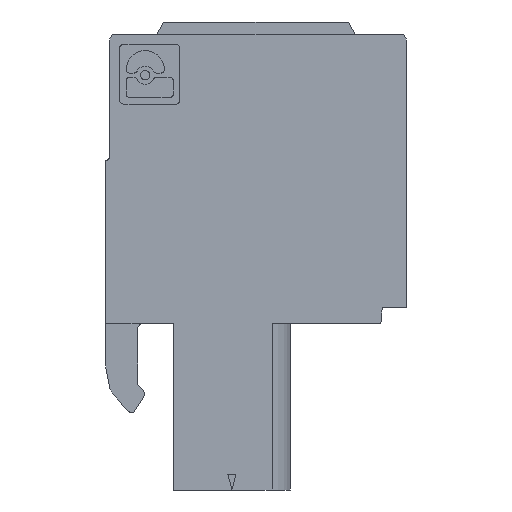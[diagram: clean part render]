
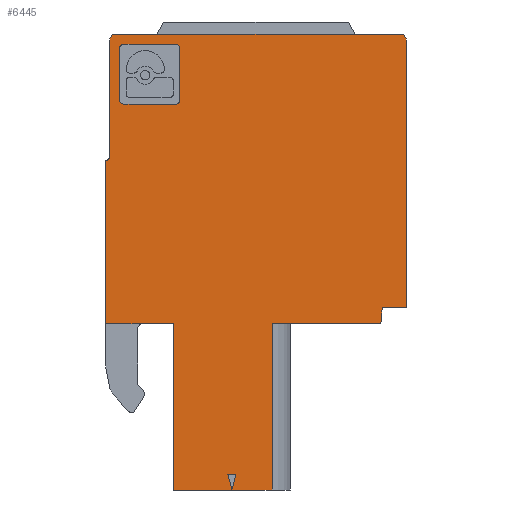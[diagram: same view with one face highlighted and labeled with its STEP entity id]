
A CAD part, left-side view. The second image highlights one B-rep face of the part: STEP entity #6445.
In plain terms, the highlighted face is planar.
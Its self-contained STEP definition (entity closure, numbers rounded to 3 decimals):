
#237=CIRCLE('',#6884,0.3);
#238=CIRCLE('',#6885,0.3);
#239=CIRCLE('',#6886,0.2);
#240=CIRCLE('',#6887,0.211);
#241=CIRCLE('',#6888,0.211);
#242=CIRCLE('',#6889,0.211);
#243=CIRCLE('',#6890,0.211);
#489=VERTEX_POINT('',#9221);
#490=VERTEX_POINT('',#9222);
#491=VERTEX_POINT('',#9224);
#492=VERTEX_POINT('',#9226);
#493=VERTEX_POINT('',#9228);
#494=VERTEX_POINT('',#9230);
#495=VERTEX_POINT('',#9232);
#496=VERTEX_POINT('',#9234);
#497=VERTEX_POINT('',#9236);
#498=VERTEX_POINT('',#9238);
#499=VERTEX_POINT('',#9240);
#500=VERTEX_POINT('',#9242);
#501=VERTEX_POINT('',#9244);
#502=VERTEX_POINT('',#9246);
#503=VERTEX_POINT('',#9248);
#504=VERTEX_POINT('',#9249);
#505=VERTEX_POINT('',#9251);
#506=VERTEX_POINT('',#9254);
#507=VERTEX_POINT('',#9255);
#508=VERTEX_POINT('',#9257);
#509=VERTEX_POINT('',#9259);
#510=VERTEX_POINT('',#9261);
#511=VERTEX_POINT('',#9263);
#512=VERTEX_POINT('',#9265);
#513=VERTEX_POINT('',#9267);
#1117=VECTOR('',#7543,1.);
#1118=VECTOR('',#7544,1.);
#1119=VECTOR('',#7545,1.);
#1120=VECTOR('',#7546,1.);
#1121=VECTOR('',#7547,1.);
#1122=VECTOR('',#7548,1.);
#1123=VECTOR('',#7549,1.);
#1124=VECTOR('',#7552,1.);
#1125=VECTOR('',#7555,1.);
#1126=VECTOR('',#7558,1.);
#1127=VECTOR('',#7559,1.);
#1128=VECTOR('',#7560,1.);
#1129=VECTOR('',#7561,1.);
#1130=VECTOR('',#7564,1.);
#1131=VECTOR('',#7567,1.);
#1132=VECTOR('',#7570,1.);
#1133=VECTOR('',#7573,1.);
#1797=LINE('',#9220,#1117);
#1798=LINE('',#9223,#1118);
#1799=LINE('',#9225,#1119);
#1800=LINE('',#9227,#1120);
#1801=LINE('',#9229,#1121);
#1802=LINE('',#9231,#1122);
#1803=LINE('',#9233,#1123);
#1804=LINE('',#9237,#1124);
#1805=LINE('',#9241,#1125);
#1806=LINE('',#9245,#1126);
#1807=LINE('',#9247,#1127);
#1808=LINE('',#9250,#1128);
#1809=LINE('',#9252,#1129);
#1810=LINE('',#9256,#1130);
#1811=LINE('',#9260,#1131);
#1812=LINE('',#9264,#1132);
#1813=LINE('',#9268,#1133);
#2495=EDGE_CURVE('',#489,#490,#1797,.T.);
#2496=EDGE_CURVE('',#491,#490,#1798,.T.);
#2497=EDGE_CURVE('',#491,#492,#1799,.T.);
#2498=EDGE_CURVE('',#493,#492,#1800,.T.);
#2499=EDGE_CURVE('',#494,#493,#1801,.T.);
#2500=EDGE_CURVE('',#495,#494,#1802,.T.);
#2501=EDGE_CURVE('',#496,#495,#1803,.T.);
#2502=EDGE_CURVE('',#497,#496,#237,.T.);
#2503=EDGE_CURVE('',#498,#497,#1804,.T.);
#2504=EDGE_CURVE('',#499,#498,#238,.T.);
#2505=EDGE_CURVE('',#499,#500,#1805,.T.);
#2506=EDGE_CURVE('',#500,#501,#239,.T.);
#2507=EDGE_CURVE('',#501,#502,#1806,.T.);
#2508=EDGE_CURVE('',#489,#502,#1800,.T.);
#2509=EDGE_CURVE('',#503,#504,#1807,.T.);
#2510=EDGE_CURVE('',#504,#505,#1808,.T.);
#2511=EDGE_CURVE('',#505,#503,#1809,.T.);
#2512=EDGE_CURVE('',#506,#507,#240,.T.);
#2513=EDGE_CURVE('',#508,#506,#1810,.T.);
#2514=EDGE_CURVE('',#509,#508,#241,.T.);
#2515=EDGE_CURVE('',#510,#509,#1811,.T.);
#2516=EDGE_CURVE('',#511,#510,#242,.T.);
#2517=EDGE_CURVE('',#512,#511,#1812,.T.);
#2518=EDGE_CURVE('',#513,#512,#243,.T.);
#2519=EDGE_CURVE('',#507,#513,#1813,.T.);
#3516=ORIENTED_EDGE('',*,*,#2495,.T.);
#3517=ORIENTED_EDGE('',*,*,#2496,.F.);
#3518=ORIENTED_EDGE('',*,*,#2497,.T.);
#3519=ORIENTED_EDGE('',*,*,#2498,.F.);
#3520=ORIENTED_EDGE('',*,*,#2499,.F.);
#3521=ORIENTED_EDGE('',*,*,#2500,.F.);
#3522=ORIENTED_EDGE('',*,*,#2501,.F.);
#3523=ORIENTED_EDGE('',*,*,#2502,.F.);
#3524=ORIENTED_EDGE('',*,*,#2503,.F.);
#3525=ORIENTED_EDGE('',*,*,#2504,.F.);
#3526=ORIENTED_EDGE('',*,*,#2505,.T.);
#3527=ORIENTED_EDGE('',*,*,#2506,.T.);
#3528=ORIENTED_EDGE('',*,*,#2507,.T.);
#3529=ORIENTED_EDGE('',*,*,#2508,.F.);
#3530=ORIENTED_EDGE('',*,*,#2509,.T.);
#3531=ORIENTED_EDGE('',*,*,#2510,.T.);
#3532=ORIENTED_EDGE('',*,*,#2511,.T.);
#3533=ORIENTED_EDGE('',*,*,#2512,.F.);
#3534=ORIENTED_EDGE('',*,*,#2513,.F.);
#3535=ORIENTED_EDGE('',*,*,#2514,.F.);
#3536=ORIENTED_EDGE('',*,*,#2515,.F.);
#3537=ORIENTED_EDGE('',*,*,#2516,.F.);
#3538=ORIENTED_EDGE('',*,*,#2517,.F.);
#3539=ORIENTED_EDGE('',*,*,#2518,.F.);
#3540=ORIENTED_EDGE('',*,*,#2519,.F.);
#5518=EDGE_LOOP('',(#3516,#3517,#3518,#3519,#3520,#3521,#3522,#3523,#3524,
#3525,#3526,#3527,#3528,#3529));
#5519=EDGE_LOOP('',(#3530,#3531,#3532));
#5520=EDGE_LOOP('',(#3533,#3534,#3535,#3536,#3537,#3538,#3539,#3540));
#5982=FACE_BOUND('',#5518,.T.);
#5983=FACE_BOUND('',#5519,.T.);
#5984=FACE_BOUND('',#5520,.T.);
#6445=ADVANCED_FACE('',(#5982,#5983,#5984),#11069,.T.);
#6883=AXIS2_PLACEMENT_3D('',#9219,#7542,$);
#6884=AXIS2_PLACEMENT_3D('',#9235,#7550,#7551);
#6885=AXIS2_PLACEMENT_3D('',#9239,#7553,#7554);
#6886=AXIS2_PLACEMENT_3D('',#9243,#7556,#7557);
#6887=AXIS2_PLACEMENT_3D('',#9253,#7562,#7563);
#6888=AXIS2_PLACEMENT_3D('',#9258,#7565,#7566);
#6889=AXIS2_PLACEMENT_3D('',#9262,#7568,#7569);
#6890=AXIS2_PLACEMENT_3D('',#9266,#7571,#7572);
#7542=DIRECTION('',(0.,0.,1.));
#7543=DIRECTION('',(-1.,0.,0.));
#7544=DIRECTION('',(0.,1.,0.));
#7545=DIRECTION('',(1.,0.,0.));
#7546=DIRECTION('',(0.,1.,0.));
#7547=DIRECTION('',(-0.996,0.087,0.));
#7548=DIRECTION('',(0.,1.,0.));
#7549=DIRECTION('',(-1.,0.,0.));
#7550=DIRECTION('',(0.,0.,-1.));
#7551=DIRECTION('',(-0.3,0.,0.));
#7552=DIRECTION('',(0.,-1.,0.));
#7553=DIRECTION('',(0.,0.,-1.));
#7554=DIRECTION('',(-0.3,0.,0.));
#7555=DIRECTION('',(-1.,0.,0.));
#7556=DIRECTION('',(0.,0.,-1.));
#7557=DIRECTION('',(-0.2,0.,0.));
#7558=DIRECTION('',(-1.,0.,0.));
#7559=DIRECTION('',(0.,-1.,0.));
#7560=DIRECTION('',(-0.966,0.259,0.));
#7561=DIRECTION('',(0.966,0.259,0.));
#7562=DIRECTION('',(0.,0.,1.));
#7563=DIRECTION('',(0.211,0.,0.));
#7564=DIRECTION('',(0.,-1.,0.));
#7565=DIRECTION('',(0.,0.,1.));
#7566=DIRECTION('',(0.211,0.,0.));
#7567=DIRECTION('',(-1.,0.,0.));
#7568=DIRECTION('',(0.,0.,1.));
#7569=DIRECTION('',(0.211,0.,0.));
#7570=DIRECTION('',(0.,1.,0.));
#7571=DIRECTION('',(0.,0.,1.));
#7572=DIRECTION('',(0.211,0.,0.));
#7573=DIRECTION('',(1.,0.,0.));
#9219=CARTESIAN_POINT('',(25.286,26.826,-10.025));
#9220=CARTESIAN_POINT('',(-26.613,27.846,-10.025));
#9221=CARTESIAN_POINT('',(22.014,27.846,-10.025));
#9222=CARTESIAN_POINT('',(13.714,27.846,-10.025));
#9223=CARTESIAN_POINT('',(13.714,-16.712,-10.025));
#9224=CARTESIAN_POINT('',(13.714,22.931,-10.025));
#9225=CARTESIAN_POINT('',(-26.613,22.931,-10.025));
#9226=CARTESIAN_POINT('',(22.014,22.931,-10.025));
#9227=CARTESIAN_POINT('',(22.014,0.,-10.025));
#9228=CARTESIAN_POINT('',(22.014,17.5,-10.025));
#9229=CARTESIAN_POINT('',(0.,19.426,-10.025));
#9230=CARTESIAN_POINT('',(22.809,17.431,-10.025));
#9231=CARTESIAN_POINT('',(22.809,0.,-10.025));
#9232=CARTESIAN_POINT('',(22.809,16.231,-10.025));
#9233=CARTESIAN_POINT('',(0.,16.231,-10.025));
#9234=CARTESIAN_POINT('',(36.164,16.231,-10.025));
#9235=CARTESIAN_POINT('',(36.164,16.531,-10.025));
#9236=CARTESIAN_POINT('',(36.464,16.531,-10.025));
#9237=CARTESIAN_POINT('',(36.464,0.,-10.025));
#9238=CARTESIAN_POINT('',(36.464,30.731,-10.025));
#9239=CARTESIAN_POINT('',(36.164,30.731,-10.025));
#9240=CARTESIAN_POINT('',(36.164,31.031,-10.025));
#9241=CARTESIAN_POINT('',(0.,31.031,-10.025));
#9242=CARTESIAN_POINT('',(30.364,31.031,-10.025));
#9243=CARTESIAN_POINT('',(30.364,31.231,-10.025));
#9244=CARTESIAN_POINT('',(30.164,31.231,-10.025));
#9245=CARTESIAN_POINT('',(0.,31.231,-10.025));
#9246=CARTESIAN_POINT('',(22.014,31.231,-10.025));
#9247=CARTESIAN_POINT('',(14.464,-16.712,-10.025));
#9248=CARTESIAN_POINT('',(14.464,25.132,-10.025));
#9249=CARTESIAN_POINT('',(14.464,24.73,-10.025));
#9250=CARTESIAN_POINT('',(-26.613,35.736,-10.025));
#9251=CARTESIAN_POINT('',(13.714,24.931,-10.025));
#9252=CARTESIAN_POINT('',(-26.613,14.125,-10.025));
#9253=CARTESIAN_POINT('',(33.175,27.742,-10.025));
#9254=CARTESIAN_POINT('',(32.964,27.742,-10.025));
#9255=CARTESIAN_POINT('',(33.175,27.531,-10.025));
#9256=CARTESIAN_POINT('',(32.964,0.,-10.025));
#9257=CARTESIAN_POINT('',(32.964,30.32,-10.025));
#9258=CARTESIAN_POINT('',(33.175,30.32,-10.025));
#9259=CARTESIAN_POINT('',(33.175,30.531,-10.025));
#9260=CARTESIAN_POINT('',(0.,30.531,-10.025));
#9261=CARTESIAN_POINT('',(35.753,30.531,-10.025));
#9262=CARTESIAN_POINT('',(35.753,30.32,-10.025));
#9263=CARTESIAN_POINT('',(35.964,30.32,-10.025));
#9264=CARTESIAN_POINT('',(35.964,0.,-10.025));
#9265=CARTESIAN_POINT('',(35.964,27.742,-10.025));
#9266=CARTESIAN_POINT('',(35.753,27.742,-10.025));
#9267=CARTESIAN_POINT('',(35.753,27.531,-10.025));
#9268=CARTESIAN_POINT('',(0.,27.531,-10.025));
#11069=PLANE('',#6883);
